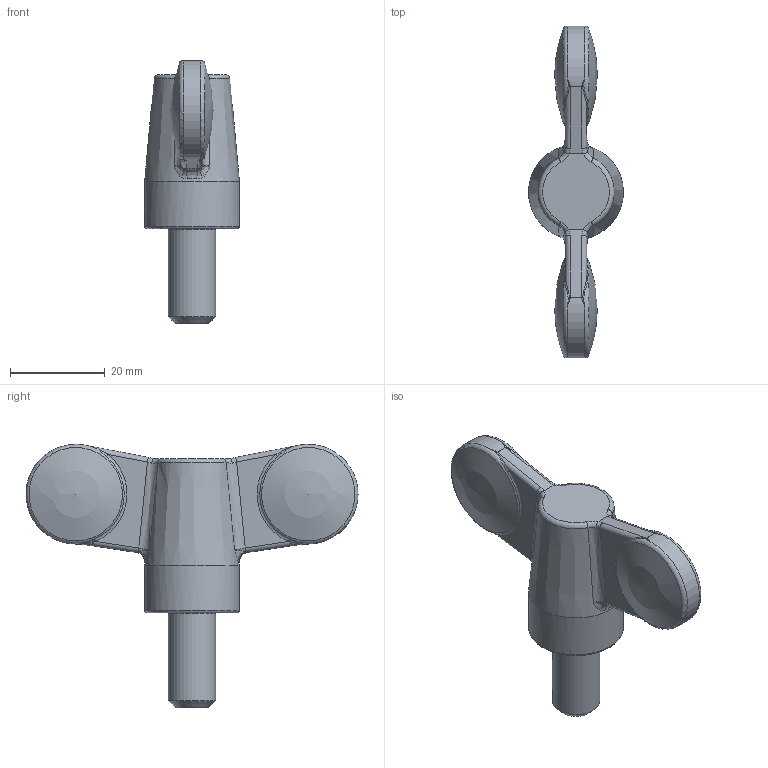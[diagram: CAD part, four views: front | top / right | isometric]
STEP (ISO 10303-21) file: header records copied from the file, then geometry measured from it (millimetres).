
FILE_DESCRIPTION( ( 'Unknown' ), '1' );
FILE_NAME( '6366055_GF70_P_M10x20.stp', 'Unknown', ( 'Unknown' ), ( 'Unknown' ), 'PSStep 11.0', 'Unknown', ' ' );
FILE_SCHEMA( ( 'AUTOMOTIVE_DESIGN { 1 0 10303 214 1 1 1 1 }' ) );
Length unit declared in the file: millimetre
Products named in the file (1): 8900509
Bounding box: 20 x 69.97 x 55.5 mm (x, y, z)
Volume: 16453.2 mm3; surface area: 5754.4 mm2
Topology: 1 solids, 5 shells, 99 faces, 250 edges, 150 vertices
Faces by surface type: bspline 38, cylinder 18, plane 17, torus 17, cone 5, sphere 4
Full cylindrical faces by diameter (mm): 7.95 x1, 10 x2, 11.25 x2, 20 x1
Entity records: 8486 total; most frequent: CARTESIAN_POINT 5810, ORIENTED_EDGE 416, DIRECTION 318, EDGE_CURVE 208, AXIS2_PLACEMENT_3D 146, VERTEX_POINT 134, EDGE_LOOP 120, FACE_OUTER_BOUND 112
